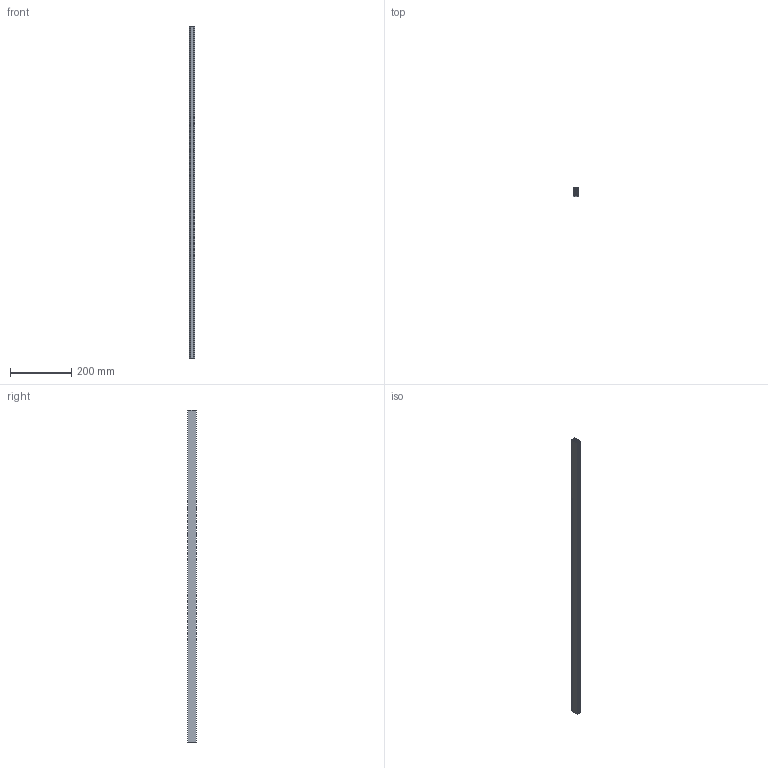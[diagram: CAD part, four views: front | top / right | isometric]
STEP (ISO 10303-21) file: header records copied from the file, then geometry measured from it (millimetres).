
FILE_DESCRIPTION (( 'STEP AP203' ), '1' );
FILE_NAME ('KGU1084.STEP', '2025-03-05T12:28:21', ( '' ), ( '' ), 'SwSTEP 2.0', 'SolidWorks 2023', '' );
FILE_SCHEMA (( 'CONFIG_CONTROL_DESIGN' ));
Length unit declared in the file: millimetre
Products named in the file (5): Aussengehäuse_13; Betätigungsteil_1; Schutzprofil_KG U_1084; Innengeometrie_13; KGU1084
Assembly tree (4 placements, depth 2):
  KGU1084
    Schutzprofil_KG U_1084
    Aussengehäuse_13
    Betätigungsteil_1
    Innengeometrie_13
Bounding box: 16.5 x 28 x 1084 mm (x, y, z)
Volume: 298758.2 mm3; surface area: 449549.8 mm2
Topology: 19 solids, 19 shells, 662 faces, 1866 edges, 1244 vertices
Faces by surface type: plane 313, bspline 311, cylinder 38
Entity records: 37021 total; most frequent: CARTESIAN_POINT 21356, ORIENTED_EDGE 3732, DIRECTION 2019, EDGE_CURVE 1866, VERTEX_POINT 1244, VECTOR 1165, LINE 1165, EDGE_LOOP 744
